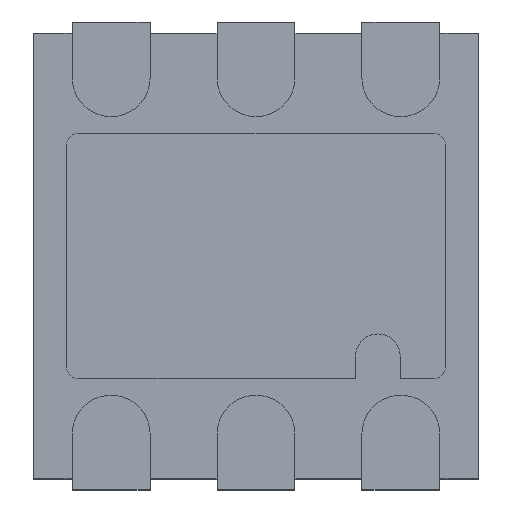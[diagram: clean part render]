
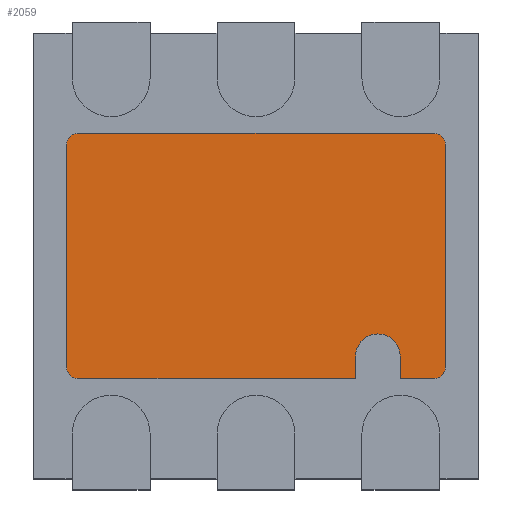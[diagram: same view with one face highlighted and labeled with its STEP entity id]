
A CAD part, top view. The second image highlights one B-rep face of the part: STEP entity #2059.
In plain terms, the highlighted planar face has unit normal (0, 0, 1).
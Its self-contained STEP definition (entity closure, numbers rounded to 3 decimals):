
#22 = PLANE ( 'NONE',  #1504 ) ;
#53 = CARTESIAN_POINT ( 'NONE',  ( 1.12, 0.7, 0.05 ) ) ;
#78 = ORIENTED_EDGE ( 'NONE', *, *, #2490, .T. ) ;
#102 = DIRECTION ( 'NONE',  ( 0., 0., -1. ) ) ;
#104 = DIRECTION ( 'NONE',  ( 0., -1., 0. ) ) ;
#121 = CARTESIAN_POINT ( 'NONE',  ( 1.07, -0.3, 0.05 ) ) ;
#164 = EDGE_CURVE ( 'NONE', #1288, #214, #2129, .T. ) ;
#166 = CARTESIAN_POINT ( 'NONE',  ( 1.12, 0.7, 0.05 ) ) ;
#192 = VECTOR ( 'NONE', #1243, 1000. ) ;
#195 = DIRECTION ( 'NONE',  ( 1., 0., 0. ) ) ;
#207 = DIRECTION ( 'NONE',  ( 1., 0., 0. ) ) ;
#214 = VERTEX_POINT ( 'NONE', #2208 ) ;
#215 = ORIENTED_EDGE ( 'NONE', *, *, #1690, .F. ) ;
#224 = EDGE_CURVE ( 'NONE', #2492, #2374, #1087, .T. ) ;
#258 = LINE ( 'NONE', #166, #1370 ) ;
#261 = DIRECTION ( 'NONE',  ( 0., 0., 1. ) ) ;
#302 = ORIENTED_EDGE ( 'NONE', *, *, #1793, .T. ) ;
#343 = DIRECTION ( 'NONE',  ( 1., 0., 0. ) ) ;
#369 = EDGE_LOOP ( 'NONE', ( #1624, #1447, #1257, #78, #302, #1567, #1345, #215, #2382, #1139, #809, #812 ) ) ;
#371 = CARTESIAN_POINT ( 'NONE',  ( -0.53, -0.35, 0.05 ) ) ;
#405 = CARTESIAN_POINT ( 'NONE',  ( 1.07, 0.7, 0.05 ) ) ;
#443 = AXIS2_PLACEMENT_3D ( 'NONE', #121, #1386, #343 ) ;
#451 = CARTESIAN_POINT ( 'NONE',  ( 0.717, -0.25, 0.05 ) ) ;
#463 = CIRCLE ( 'NONE', #443, 0.05 ) ;
#493 = DIRECTION ( 'NONE',  ( 0., -1., 0. ) ) ;
#499 = CARTESIAN_POINT ( 'NONE',  ( -0.53, 0.7, 0.05 ) ) ;
#524 = DIRECTION ( 'NONE',  ( 0., 0., -1. ) ) ;
#560 = DIRECTION ( 'NONE',  ( 0., 0., -1. ) ) ;
#568 = VECTOR ( 'NONE', #493, 1000. ) ;
#585 = VERTEX_POINT ( 'NONE', #2363 ) ;
#587 = CARTESIAN_POINT ( 'NONE',  ( 0.3, -0.35, 0.05 ) ) ;
#602 = CARTESIAN_POINT ( 'NONE',  ( -0.53, 0.75, 0.05 ) ) ;
#635 = CIRCLE ( 'NONE', #2068, 0.05 ) ;
#795 = LINE ( 'NONE', #1663, #1065 ) ;
#809 = ORIENTED_EDGE ( 'NONE', *, *, #1306, .F. ) ;
#812 = ORIENTED_EDGE ( 'NONE', *, *, #164, .F. ) ;
#826 = DIRECTION ( 'NONE',  ( 0., 0., -1. ) ) ;
#881 = VECTOR ( 'NONE', #1054, 1000. ) ;
#894 = AXIS2_PLACEMENT_3D ( 'NONE', #1350, #102, #2126 ) ;
#942 = CARTESIAN_POINT ( 'NONE',  ( 0.3, 0.181, 0.05 ) ) ;
#945 = EDGE_CURVE ( 'NONE', #2247, #1076, #258, .T. ) ;
#958 = LINE ( 'NONE', #2367, #2521 ) ;
#1000 = LINE ( 'NONE', #1347, #881 ) ;
#1017 = LINE ( 'NONE', #587, #2244 ) ;
#1024 = VERTEX_POINT ( 'NONE', #2217 ) ;
#1054 = DIRECTION ( 'NONE',  ( -1., 0., 0. ) ) ;
#1065 = VECTOR ( 'NONE', #1845, 1000. ) ;
#1076 = VERTEX_POINT ( 'NONE', #1162 ) ;
#1087 = CIRCLE ( 'NONE', #1361, 0.1 ) ;
#1117 = AXIS2_PLACEMENT_3D ( 'NONE', #499, #524, #1491 ) ;
#1139 = ORIENTED_EDGE ( 'NONE', *, *, #2058, .F. ) ;
#1162 = CARTESIAN_POINT ( 'NONE',  ( 1.12, -0.3, 0.05 ) ) ;
#1177 = LINE ( 'NONE', #1961, #568 ) ;
#1243 = DIRECTION ( 'NONE',  ( 1., 0., 0. ) ) ;
#1257 = ORIENTED_EDGE ( 'NONE', *, *, #224, .T. ) ;
#1269 = EDGE_CURVE ( 'NONE', #1583, #585, #1405, .T. ) ;
#1288 = VERTEX_POINT ( 'NONE', #371 ) ;
#1306 = EDGE_CURVE ( 'NONE', #214, #1024, #795, .T. ) ;
#1345 = ORIENTED_EDGE ( 'NONE', *, *, #945, .F. ) ;
#1347 = CARTESIAN_POINT ( 'NONE',  ( 0.717, -0.35, 0.05 ) ) ;
#1350 = CARTESIAN_POINT ( 'NONE',  ( -0.53, -0.3, 0.05 ) ) ;
#1351 = CARTESIAN_POINT ( 'NONE',  ( 1.07, -0.35, 0.05 ) ) ;
#1361 = AXIS2_PLACEMENT_3D ( 'NONE', #2108, #826, #1650 ) ;
#1370 = VECTOR ( 'NONE', #2184, 1000. ) ;
#1386 = DIRECTION ( 'NONE',  ( 0., 0., 1. ) ) ;
#1389 = CARTESIAN_POINT ( 'NONE',  ( -0.53, 0.75, 0.05 ) ) ;
#1392 = CARTESIAN_POINT ( 'NONE',  ( 0.917, -0.25, 0.05 ) ) ;
#1405 = LINE ( 'NONE', #602, #192 ) ;
#1422 = VERTEX_POINT ( 'NONE', #1820 ) ;
#1446 = VERTEX_POINT ( 'NONE', #1351 ) ;
#1447 = ORIENTED_EDGE ( 'NONE', *, *, #1521, .F. ) ;
#1491 = DIRECTION ( 'NONE',  ( 1., 0., 0. ) ) ;
#1502 = DIRECTION ( 'NONE',  ( 1., 0., 0. ) ) ;
#1504 = AXIS2_PLACEMENT_3D ( 'NONE', #942, #261, #1502 ) ;
#1521 = EDGE_CURVE ( 'NONE', #2492, #1422, #1177, .T. ) ;
#1567 = ORIENTED_EDGE ( 'NONE', *, *, #1998, .T. ) ;
#1583 = VERTEX_POINT ( 'NONE', #1389 ) ;
#1624 = ORIENTED_EDGE ( 'NONE', *, *, #2177, .F. ) ;
#1650 = DIRECTION ( 'NONE',  ( 1., 0., 0. ) ) ;
#1663 = CARTESIAN_POINT ( 'NONE',  ( -0.58, -0.3, 0.05 ) ) ;
#1690 = EDGE_CURVE ( 'NONE', #585, #2247, #635, .T. ) ;
#1706 = FACE_OUTER_BOUND ( 'NONE', #369, .T. ) ;
#1793 = EDGE_CURVE ( 'NONE', #1859, #1446, #1017, .T. ) ;
#1820 = CARTESIAN_POINT ( 'NONE',  ( 0.717, -0.35, 0.05 ) ) ;
#1845 = DIRECTION ( 'NONE',  ( 0., 1., 0. ) ) ;
#1859 = VERTEX_POINT ( 'NONE', #2019 ) ;
#1961 = CARTESIAN_POINT ( 'NONE',  ( 0.717, -0.25, 0.05 ) ) ;
#1998 = EDGE_CURVE ( 'NONE', #1446, #1076, #463, .T. ) ;
#2019 = CARTESIAN_POINT ( 'NONE',  ( 0.917, -0.35, 0.05 ) ) ;
#2058 = EDGE_CURVE ( 'NONE', #1024, #1583, #2544, .T. ) ;
#2059 = ADVANCED_FACE ( 'NONE', ( #1706 ), #22, .T. ) ;
#2068 = AXIS2_PLACEMENT_3D ( 'NONE', #405, #560, #207 ) ;
#2108 = CARTESIAN_POINT ( 'NONE',  ( 0.817, -0.25, 0.05 ) ) ;
#2126 = DIRECTION ( 'NONE',  ( 1., 0., 0. ) ) ;
#2129 = CIRCLE ( 'NONE', #894, 0.05 ) ;
#2177 = EDGE_CURVE ( 'NONE', #1422, #1288, #1000, .T. ) ;
#2184 = DIRECTION ( 'NONE',  ( 0., -1., 0. ) ) ;
#2208 = CARTESIAN_POINT ( 'NONE',  ( -0.58, -0.3, 0.05 ) ) ;
#2217 = CARTESIAN_POINT ( 'NONE',  ( -0.58, 0.7, 0.05 ) ) ;
#2244 = VECTOR ( 'NONE', #195, 1000. ) ;
#2247 = VERTEX_POINT ( 'NONE', #53 ) ;
#2363 = CARTESIAN_POINT ( 'NONE',  ( 1.07, 0.75, 0.05 ) ) ;
#2367 = CARTESIAN_POINT ( 'NONE',  ( 0.917, 0.181, 0.05 ) ) ;
#2374 = VERTEX_POINT ( 'NONE', #1392 ) ;
#2382 = ORIENTED_EDGE ( 'NONE', *, *, #1269, .F. ) ;
#2490 = EDGE_CURVE ( 'NONE', #2374, #1859, #958, .T. ) ;
#2492 = VERTEX_POINT ( 'NONE', #451 ) ;
#2521 = VECTOR ( 'NONE', #104, 1000. ) ;
#2544 = CIRCLE ( 'NONE', #1117, 0.05 ) ;
